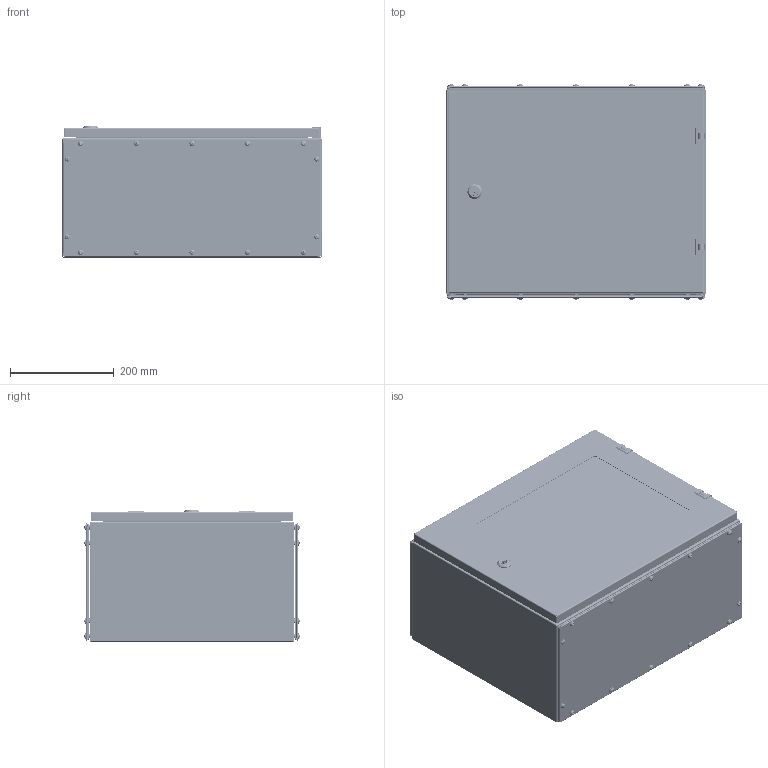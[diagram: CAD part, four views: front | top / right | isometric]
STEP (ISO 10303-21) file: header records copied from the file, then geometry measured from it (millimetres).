
FILE_DESCRIPTION (( 'STEP AP214' ), '1' );
FILE_NAME ('12.050.040.25.STEP', '2024-06-13T03:27:37', ( '' ), ( '' ), 'SwSTEP 2.0', 'SolidWorks 2021', '' );
FILE_SCHEMA (( 'AUTOMOTIVE_DESIGN' ));
Length unit declared in the file: millimetre
Products named in the file (29): 署赅 W500D250; 8SJ_MS705-1_0040.stp; Ïåðåìû÷êà êàðêàñà W500; 嵑謺麃 檐; 8SJ_MS705_0510.stp; ﾄ粢鮱 W500H400; Âèíò DIN 967 Ì5õ16 ñ ïîëóêðóãëîé ãîëîâêîé ñ êðåñòîîáðàçíûì øëèöåì; 砑鳧罻 H400; Ñòåêëÿííàÿ äâåðü ÑÁ W500H400; Çàêëåïêà ðåçüáîâàÿ Ì5 øåñòèãðàííàÿ ñ óìåíüøåííûì áîðòîì; Ïðîêëàäêà êðûøêè W500D250; 8SJ_S1B_0001.stp; 12.050.040.25; 417.540; Ãàéêà M6 DIN6923.step; 栺樏鋋 W500H400; Øïèëüêà ïðèâàðíàÿ Ì6õ10; Øïèëüêà ïðèâàðíàÿ Ì6õ20; Êàðêàñ øêàôà W500H400D250; ﾇ瑟鶴 ﾀﾑ ms1000-3M.stp; Áîëò Ì6õ10 ñ øåñòèãðàííîé ãîëîâêîé ñ ïðåññøàéáîé; SW6X8.stp; Øïèëüêà ïðèâàðíàÿ Ì6õ15; Êîðïóñ øêàôà W500H400D250; Ãàñêåòèíã W500H400; 8SJ_MS705_0760.stp; Çàêëåïêà ðåçüáîâàÿ Ì8 øåñòèãðàííàÿ ñ óìåíüøåííûì áîðòîì; 8SJ_MS705_0010.stp; 砑鳧罻 W500
Assembly tree (124 placements, depth 4):
  12.050.040.25
    Êàðêàñ øêàôà W500H400D250
      Êîðïóñ øêàôà W500H400D250
      Ïåðåìû÷êà êàðêàñà W500  x2
      Øïèëüêà ïðèâàðíàÿ Ì6õ15  x8
      Øïèëüêà ïðèâàðíàÿ Ì6õ20  x4
    署赅 W500D250  x2
    Ïðîêëàäêà êðûøêè W500D250  x2
    Ñòåêëÿííàÿ äâåðü ÑÁ W500H400
      ﾄ粢鮱 W500H400
      Ãàñêåòèíã W500H400
      ﾇ瑟鶴 ﾀﾑ ms1000-3M.stp
        8SJ_MS705_0010.stp
        8SJ_MS705_0510.stp
        8SJ_MS705_0760.stp
        8SJ_S1B_0001.stp
        8SJ_MS705-1_0040.stp
        SW6X8.stp
      Øïèëüêà ïðèâàðíàÿ Ì6õ10  x10
      栺樏鋋 W500H400
      Ãàéêà M6 DIN6923.step  x10
      砑鳧罻 H400  x2
      砑鳧罻 W500  x2
    嵑謺麃 檐  x2
    Áîëò Ì6õ10 ñ øåñòèãðàííîé ãîëîâêîé ñ ïðåññøàéáîé  x2
    Çàêëåïêà ðåçüáîâàÿ Ì5 øåñòèãðàííàÿ ñ óìåíüøåííûì áîðòîì  x28
    Âèíò DIN 967 Ì5õ16 ñ ïîëóêðóãëîé ãîëîâêîé ñ êðåñòîîáðàçíûì øëèöåì  x28
    Çàêëåïêà ðåçüáîâàÿ Ì8 øåñòèãðàííàÿ ñ óìåíüøåííûì áîðòîì  x4
    417.540
    Ãàéêà M6 DIN6923.step  x4
Bounding box: 500 x 415.17 x 254.65 mm (x, y, z)
Volume: 1940733.2 mm3; surface area: 2683038.7 mm2
Topology: 122 solids, 128 shells, 6168 faces, 15562 edges, 9733 vertices
Faces by surface type: plane 2641, cylinder 2164, bspline 486, cone 430, torus 335, sphere 112
Entity records: 89168 total; most frequent: CARTESIAN_POINT 43914, ORIENTED_EDGE 9656, DIRECTION 8092, EDGE_CURVE 4834, VERTEX_POINT 2979, AXIS2_PLACEMENT_3D 2713, VECTOR 2666, LINE 2666
